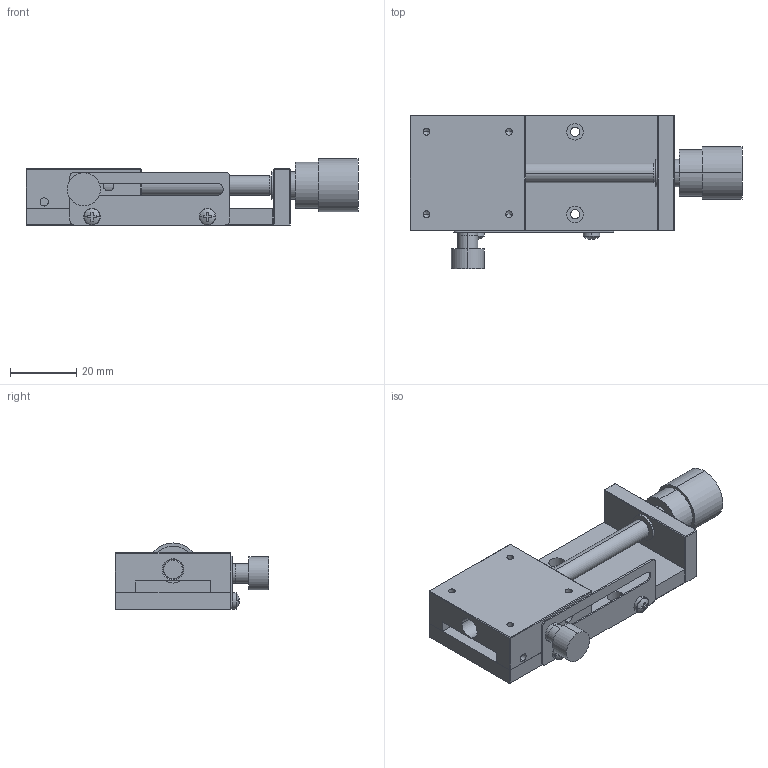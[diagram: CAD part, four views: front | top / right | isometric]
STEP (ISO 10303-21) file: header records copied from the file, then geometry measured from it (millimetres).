
FILE_DESCRIPTION (( 'STEP AP214' ), '1' );
FILE_NAME ('517350.STEP', '2019-10-23T06:01:47', ( 'user' ), ( '微软中国' ), 'SwSTEP 2.0', 'SolidWorks 2016', '' );
FILE_SCHEMA (( 'AUTOMOTIVE_DESIGN' ));
Length unit declared in the file: millimetre
Products named in the file (1): 517350
Bounding box: 100.6 x 46.5 x 20 mm (x, y, z)
Volume: 32385 mm3; surface area: 18484.9 mm2
Topology: 9 solids, 9 shells, 300 faces, 707 edges, 428 vertices
Faces by surface type: plane 146, cylinder 106, cone 36, bspline 12
Entity records: 10476 total; most frequent: CARTESIAN_POINT 1962, DIRECTION 1457, ORIENTED_EDGE 1358, EDGE_CURVE 679, AXIS2_PLACEMENT_3D 533, VERTEX_POINT 428, LINE 391, VECTOR 391
